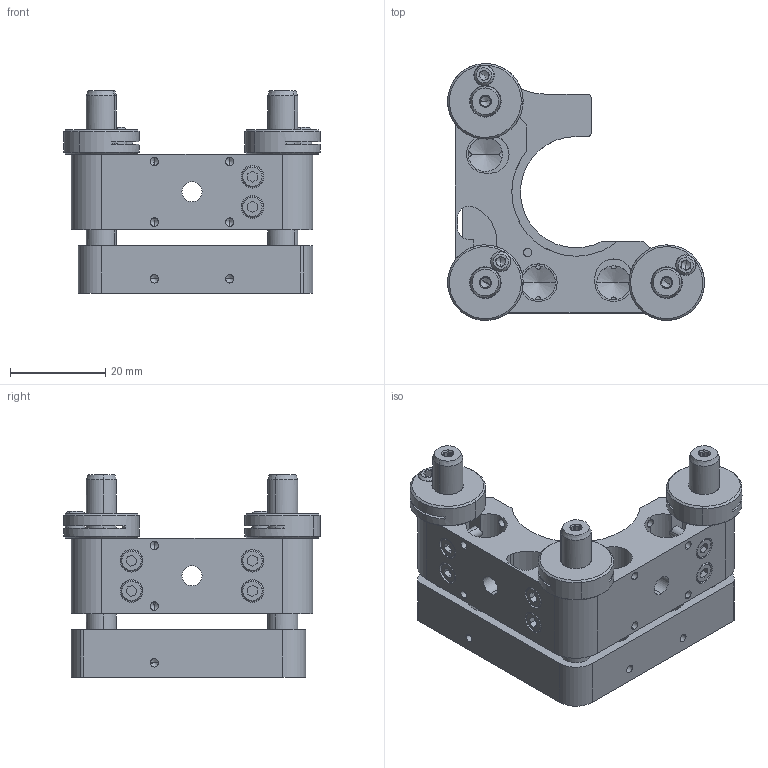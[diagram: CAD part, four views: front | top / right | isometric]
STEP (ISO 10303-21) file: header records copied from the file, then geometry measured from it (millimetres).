
FILE_DESCRIPTION((''),'2;1');
FILE_NAME('U100-A3H','2023-08-03T23:24:53',('Administrator'),(''),'CREO PARAMETRIC BY PTC INC, 2019030','CREO PARAMETRIC BY PTC INC, 2019030','');
FILE_SCHEMA(('AUTOMOTIVE_DESIGN { 1 0 10303 214 1 1 1 1 }'));
Length unit declared in the file: inch
Products named in the file (1): U100-A3H
Bounding box: 53.97 x 53.96 x 42.58 mm (x, y, z)
Volume: 27688.1 mm3; surface area: 18219.1 mm2
Topology: 1 solids, 8 shells, 925 faces, 2493 edges, 1597 vertices
Faces by surface type: plane 460, cylinder 246, cone 146, extrusion 71, torus 2
Entity records: 39449 total; most frequent: CARTESIAN_POINT 8804, ORIENTED_EDGE 4882, DIRECTION 4642, PRESENTATION_STYLE_ASSIGNMENT 2443, STYLED_ITEM 2443, CURVE_STYLE 2442, EDGE_CURVE 2441, VERTEX_POINT 1597
